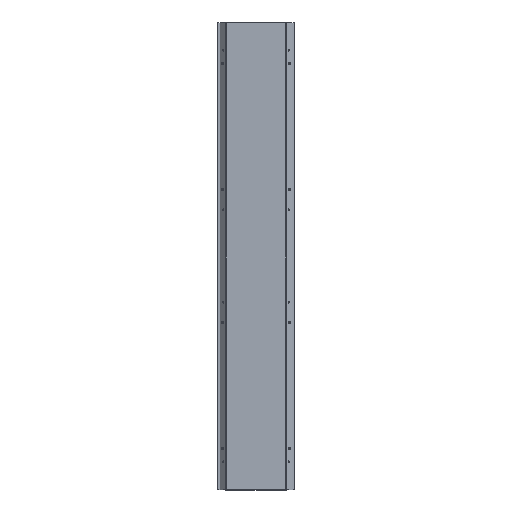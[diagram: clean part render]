
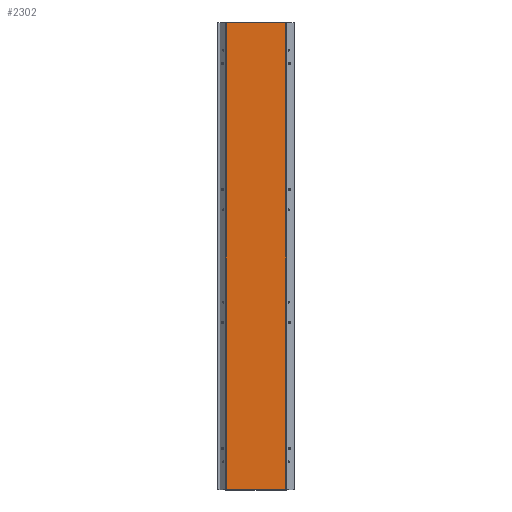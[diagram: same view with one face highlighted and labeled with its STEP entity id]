
A CAD part, top view. The second image highlights one B-rep face of the part: STEP entity #2302.
In plain terms, the highlighted planar face has unit normal (0, 0, 1).
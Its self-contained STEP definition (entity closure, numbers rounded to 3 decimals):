
#221 = CARTESIAN_POINT ( 'NONE',  ( -111.5, 870.5, 0. ) ) ;
#263 = FACE_OUTER_BOUND ( 'NONE', #4944, .T. ) ;
#406 = VERTEX_POINT ( 'NONE', #6986 ) ;
#488 = ORIENTED_EDGE ( 'NONE', *, *, #5836, .T. ) ;
#675 = VECTOR ( 'NONE', #5919, 1000. ) ;
#951 = EDGE_CURVE ( 'NONE', #406, #4243, #6098, .T. ) ;
#979 = DIRECTION ( 'NONE',  ( 0., -1., 0. ) ) ;
#1234 = EDGE_CURVE ( 'NONE', #4243, #1418, #2051, .T. ) ;
#1359 = VECTOR ( 'NONE', #4003, 1000. ) ;
#1418 = VERTEX_POINT ( 'NONE', #4995 ) ;
#1500 = CARTESIAN_POINT ( 'NONE',  ( -111.5, -870.5, 0. ) ) ;
#1879 = DIRECTION ( 'NONE',  ( 0., 0., -1. ) ) ;
#2051 = LINE ( 'NONE', #5436, #675 ) ;
#2302 = ADVANCED_FACE ( 'NONE', ( #263 ), #3674, .F. ) ;
#2385 = ORIENTED_EDGE ( 'NONE', *, *, #951, .T. ) ;
#2844 = DIRECTION ( 'NONE',  ( -1., 0., 0. ) ) ;
#2884 = CARTESIAN_POINT ( 'NONE',  ( 111.5, -870.5, 0. ) ) ;
#3576 = VERTEX_POINT ( 'NONE', #5835 ) ;
#3674 = PLANE ( 'NONE',  #5714 ) ;
#3783 = CARTESIAN_POINT ( 'NONE',  ( -111.5, -870.5, 0. ) ) ;
#4003 = DIRECTION ( 'NONE',  ( 0., 1., 0. ) ) ;
#4243 = VERTEX_POINT ( 'NONE', #1500 ) ;
#4393 = ORIENTED_EDGE ( 'NONE', *, *, #5635, .T. ) ;
#4831 = DIRECTION ( 'NONE',  ( -1., 0., 0. ) ) ;
#4944 = EDGE_LOOP ( 'NONE', ( #488, #4393, #2385, #5272 ) ) ;
#4995 = CARTESIAN_POINT ( 'NONE',  ( 111.5, -870.5, 0. ) ) ;
#5075 = VECTOR ( 'NONE', #2844, 1000. ) ;
#5150 = LINE ( 'NONE', #2884, #1359 ) ;
#5272 = ORIENTED_EDGE ( 'NONE', *, *, #1234, .T. ) ;
#5338 = LINE ( 'NONE', #221, #5075 ) ;
#5436 = CARTESIAN_POINT ( 'NONE',  ( -111.5, -870.5, 0. ) ) ;
#5635 = EDGE_CURVE ( 'NONE', #3576, #406, #5338, .T. ) ;
#5714 = AXIS2_PLACEMENT_3D ( 'NONE', #6392, #1879, #4831 ) ;
#5835 = CARTESIAN_POINT ( 'NONE',  ( 111.5, 870.5, 0. ) ) ;
#5836 = EDGE_CURVE ( 'NONE', #1418, #3576, #5150, .T. ) ;
#5919 = DIRECTION ( 'NONE',  ( 1., 0., 0. ) ) ;
#6098 = LINE ( 'NONE', #3783, #6173 ) ;
#6173 = VECTOR ( 'NONE', #979, 1000. ) ;
#6392 = CARTESIAN_POINT ( 'NONE',  ( 0., 0., 0. ) ) ;
#6986 = CARTESIAN_POINT ( 'NONE',  ( -111.5, 870.5, 0. ) ) ;
